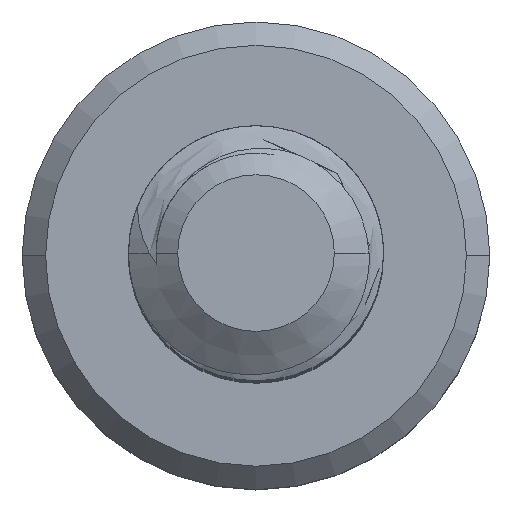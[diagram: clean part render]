
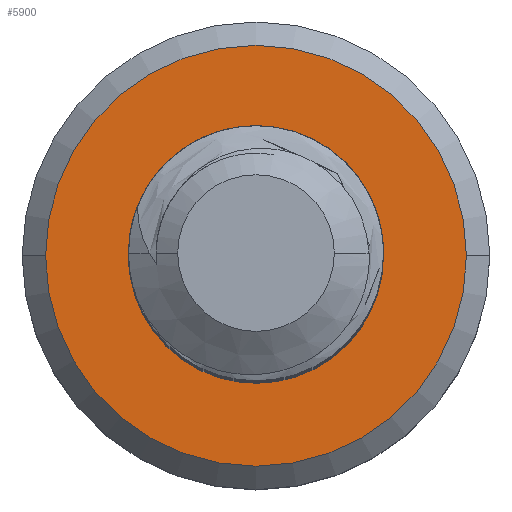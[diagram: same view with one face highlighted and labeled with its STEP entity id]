
A CAD part, top view. The second image highlights one B-rep face of the part: STEP entity #5900.
In plain terms, the highlighted planar face has unit normal (0, 0, 1).
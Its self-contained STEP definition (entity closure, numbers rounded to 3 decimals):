
#30 = PLANE ( 'NONE',  #3649 ) ;
#58 = CIRCLE ( 'NONE', #4778, 1.5 ) ;
#200 = CARTESIAN_POINT ( 'NONE',  ( -0.878, -0.941, -18. ) ) ;
#650 = CARTESIAN_POINT ( 'NONE',  ( 0.823, -0.839, -18. ) ) ;
#675 = CARTESIAN_POINT ( 'NONE',  ( 0., 0., -18. ) ) ;
#741 = DIRECTION ( 'NONE',  ( 0., 0., -1. ) ) ;
#749 = CIRCLE ( 'NONE', #2956, 1.175 ) ;
#760 = CARTESIAN_POINT ( 'NONE',  ( 0., -1.175, -18. ) ) ;
#820 = B_SPLINE_CURVE_WITH_KNOTS ( 'NONE', 3,
 ( #5630, #4901, #1363, #6346, #2075, #7063, #2777, #7749, #3473, #8431, #4219, #9146, #4924, #650 ),
 .UNSPECIFIED., .F., .F.,
 ( 4, 2, 2, 2, 2, 2, 4 ),
 ( 0., 0.001, 0.001, 0.002, 0.002, 0.003, 0.003 ),
 .UNSPECIFIED. ) ;
#912 = CARTESIAN_POINT ( 'NONE',  ( -1.155, -0.655, -18. ) ) ;
#1057 = EDGE_CURVE ( 'NONE', #8522, #8428, #749, .T. ) ;
#1363 = CARTESIAN_POINT ( 'NONE',  ( 0.522, 1.38, -18. ) ) ;
#1423 = DIRECTION ( 'NONE',  ( 1., 0., 0. ) ) ;
#1591 = CARTESIAN_POINT ( 'NONE',  ( 0.823, -0.839, -18. ) ) ;
#1650 = CARTESIAN_POINT ( 'NONE',  ( -1.387, -0.178, -18. ) ) ;
#1670 = ORIENTED_EDGE ( 'NONE', *, *, #1057, .T. ) ;
#1779 = CARTESIAN_POINT ( 'NONE',  ( 0., 1.5, -18. ) ) ;
#2075 = CARTESIAN_POINT ( 'NONE',  ( 0.935, 1.048, -18. ) ) ;
#2161 = EDGE_CURVE ( 'NONE', #6907, #6469, #4957, .T. ) ;
#2176 = CARTESIAN_POINT ( 'NONE',  ( 2.475, 0., -18. ) ) ;
#2182 = DIRECTION ( 'NONE',  ( 0., 0., 1. ) ) ;
#2212 = CARTESIAN_POINT ( 'NONE',  ( -2.475, 0., -18. ) ) ;
#2314 = CARTESIAN_POINT ( 'NONE',  ( 0., -1.175, -18. ) ) ;
#2340 = CARTESIAN_POINT ( 'NONE',  ( -1.362, 0.488, -18. ) ) ;
#2524 = EDGE_CURVE ( 'NONE', #4084, #8522, #820, .T. ) ;
#2777 = CARTESIAN_POINT ( 'NONE',  ( 1.161, 0.72, -18. ) ) ;
#2916 = EDGE_LOOP ( 'NONE', ( #4109, #7522, #1670, #5007 ) ) ;
#2956 = AXIS2_PLACEMENT_3D ( 'NONE', #3136, #8115, #3867 ) ;
#3058 = CARTESIAN_POINT ( 'NONE',  ( -1.209, 0.856, -18. ) ) ;
#3128 = FACE_BOUND ( 'NONE', #2916, .T. ) ;
#3136 = CARTESIAN_POINT ( 'NONE',  ( 0., 0., -18. ) ) ;
#3473 = CARTESIAN_POINT ( 'NONE',  ( 1.317, 0.073, -18. ) ) ;
#3649 = AXIS2_PLACEMENT_3D ( 'NONE', #5022, #741, #5756 ) ;
#3724 = CIRCLE ( 'NONE', #6121, 2.475 ) ;
#3754 = CARTESIAN_POINT ( 'NONE',  ( -0.265, -1.182, -18. ) ) ;
#3787 = CARTESIAN_POINT ( 'NONE',  ( -1.051, 1.07, -18. ) ) ;
#3867 = DIRECTION ( 'NONE',  ( 1., 0., 0. ) ) ;
#3936 = DIRECTION ( 'NONE',  ( 0., 0., 1. ) ) ;
#4084 = VERTEX_POINT ( 'NONE', #1779 ) ;
#4086 = B_SPLINE_CURVE_WITH_KNOTS ( 'NONE', 3,
 ( #2314, #6600, #3754, #8699, #4481, #200, #5197, #912, #5928, #1650, #6631, #2340, #7353, #3058, #8041, #3787 ),
 .UNSPECIFIED., .F., .F.,
 ( 4, 2, 2, 2, 2, 2, 2, 4 ),
 ( 0., 0., 0.001, 0.001, 0.002, 0.002, 0.003, 0.003 ),
 .UNSPECIFIED. ) ;
#4109 = ORIENTED_EDGE ( 'NONE', *, *, #7947, .F. ) ;
#4219 = CARTESIAN_POINT ( 'NONE',  ( 1.161, -0.435, -18. ) ) ;
#4273 = ORIENTED_EDGE ( 'NONE', *, *, #9061, .T. ) ;
#4481 = CARTESIAN_POINT ( 'NONE',  ( -0.649, -1.077, -18. ) ) ;
#4778 = AXIS2_PLACEMENT_3D ( 'NONE', #675, #5692, #1423 ) ;
#4901 = CARTESIAN_POINT ( 'NONE',  ( 0.266, 1.478, -18. ) ) ;
#4924 = CARTESIAN_POINT ( 'NONE',  ( 0.93, -0.757, -18. ) ) ;
#4957 = CIRCLE ( 'NONE', #9071, 2.475 ) ;
#5007 = ORIENTED_EDGE ( 'NONE', *, *, #5155, .T. ) ;
#5022 = CARTESIAN_POINT ( 'NONE',  ( 0., 0., -18. ) ) ;
#5032 = FACE_OUTER_BOUND ( 'NONE', #7787, .T. ) ;
#5063 = VERTEX_POINT ( 'NONE', #5734 ) ;
#5155 = EDGE_CURVE ( 'NONE', #8428, #5063, #4086, .T. ) ;
#5197 = CARTESIAN_POINT ( 'NONE',  ( -0.98, -0.856, -18. ) ) ;
#5630 = CARTESIAN_POINT ( 'NONE',  ( 0., 1.5, -18. ) ) ;
#5692 = DIRECTION ( 'NONE',  ( 0., 0., 1. ) ) ;
#5734 = CARTESIAN_POINT ( 'NONE',  ( -1.051, 1.07, -18. ) ) ;
#5756 = DIRECTION ( 'NONE',  ( -1., 0., 0. ) ) ;
#5900 = ADVANCED_FACE ( 'NONE', ( #5032, #3128 ), #30, .F. ) ;
#5928 = CARTESIAN_POINT ( 'NONE',  ( -1.226, -0.541, -18. ) ) ;
#6014 = ORIENTED_EDGE ( 'NONE', *, *, #2161, .T. ) ;
#6121 = AXIS2_PLACEMENT_3D ( 'NONE', #8178, #3936, #8884 ) ;
#6346 = CARTESIAN_POINT ( 'NONE',  ( 0.84, 1.143, -18. ) ) ;
#6452 = CARTESIAN_POINT ( 'NONE',  ( 0., 0., -18. ) ) ;
#6469 = VERTEX_POINT ( 'NONE', #2212 ) ;
#6600 = CARTESIAN_POINT ( 'NONE',  ( -0.133, -1.189, -18. ) ) ;
#6631 = CARTESIAN_POINT ( 'NONE',  ( -1.423, 0.097, -18. ) ) ;
#6907 = VERTEX_POINT ( 'NONE', #2176 ) ;
#7063 = CARTESIAN_POINT ( 'NONE',  ( 1.095, 0.838, -18. ) ) ;
#7176 = DIRECTION ( 'NONE',  ( -1., 0., 0. ) ) ;
#7353 = CARTESIAN_POINT ( 'NONE',  ( -1.322, 0.617, -18. ) ) ;
#7522 = ORIENTED_EDGE ( 'NONE', *, *, #2524, .T. ) ;
#7749 = CARTESIAN_POINT ( 'NONE',  ( 1.301, 0.351, -18. ) ) ;
#7787 = EDGE_LOOP ( 'NONE', ( #4273, #6014 ) ) ;
#7947 = EDGE_CURVE ( 'NONE', #4084, #5063, #58, .T. ) ;
#8041 = CARTESIAN_POINT ( 'NONE',  ( -1.137, 0.968, -18. ) ) ;
#8115 = DIRECTION ( 'NONE',  ( 0., 0., -1. ) ) ;
#8178 = CARTESIAN_POINT ( 'NONE',  ( 0., 0., -18. ) ) ;
#8428 = VERTEX_POINT ( 'NONE', #760 ) ;
#8431 = CARTESIAN_POINT ( 'NONE',  ( 1.215, -0.312, -18. ) ) ;
#8522 = VERTEX_POINT ( 'NONE', #1591 ) ;
#8699 = CARTESIAN_POINT ( 'NONE',  ( -0.526, -1.125, -18. ) ) ;
#8884 = DIRECTION ( 'NONE',  ( -1., 0., 0. ) ) ;
#9061 = EDGE_CURVE ( 'NONE', #6469, #6907, #3724, .T. ) ;
#9071 = AXIS2_PLACEMENT_3D ( 'NONE', #6452, #2182, #7176 ) ;
#9146 = CARTESIAN_POINT ( 'NONE',  ( 1.017, -0.659, -18. ) ) ;
